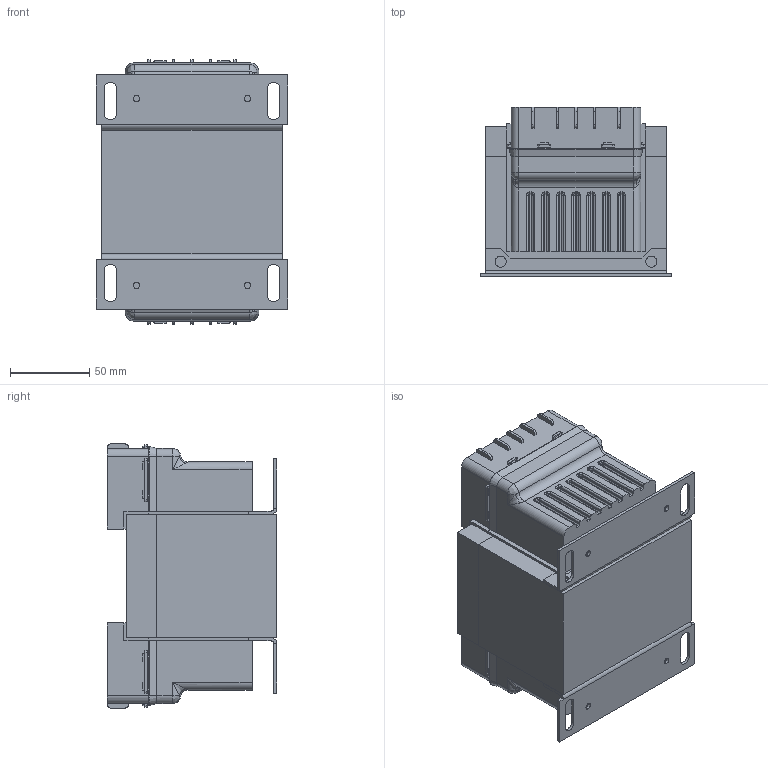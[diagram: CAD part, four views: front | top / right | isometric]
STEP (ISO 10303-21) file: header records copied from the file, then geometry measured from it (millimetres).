
FILE_DESCRIPTION (( 'STEP AP214' ), '1' );
FILE_NAME ('PH500MGJ.step', '2017-08-15T17:50:20', ( '' ), ( '' ), 'SwSTEP 2.0', 'SolidWorks 2017', '' );
FILE_SCHEMA (( 'AUTOMOTIVE_DESIGN' ));
Length unit declared in the file: inch
Products named in the file (1): PH500MGJ
Bounding box: 120.65 x 107 x 166.9 mm (x, y, z)
Volume: 1438084.7 mm3; surface area: 173653.1 mm2
Topology: 8 solids, 8 shells, 670 faces, 1770 edges, 1088 vertices
Faces by surface type: plane 394, cylinder 196, bspline 76, cone 4
Entity records: 22169 total; most frequent: CARTESIAN_POINT 5929, ORIENTED_EDGE 3468, DIRECTION 3156, EDGE_CURVE 1734, VECTOR 1262, LINE 1262, VERTEX_POINT 1088, AXIS2_PLACEMENT_3D 947
